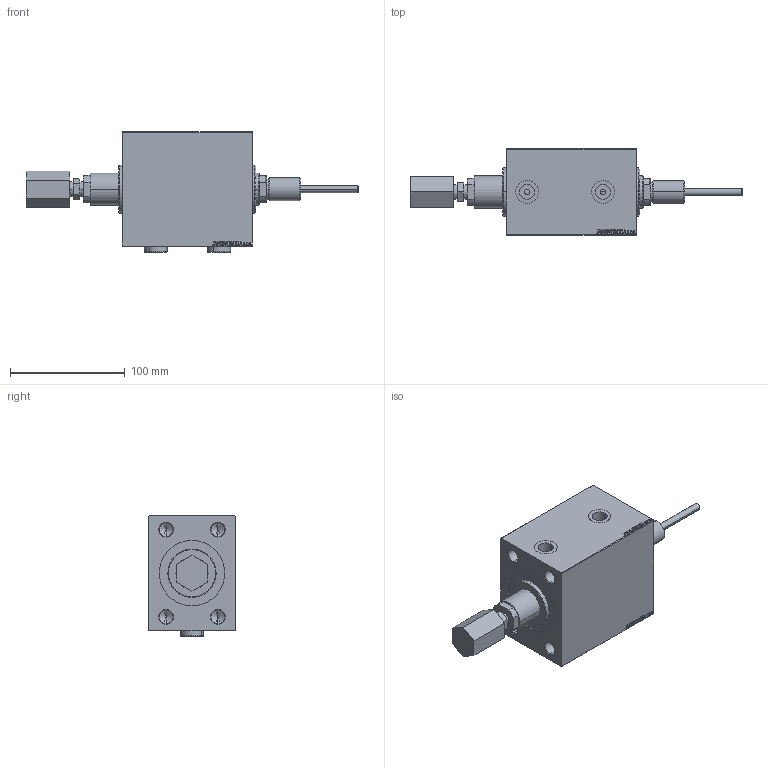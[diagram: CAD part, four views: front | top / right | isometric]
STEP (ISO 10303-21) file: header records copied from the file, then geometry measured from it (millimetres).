
FILE_DESCRIPTION (( 'STEP AP203' ), '1' );
FILE_NAME ('2108.STEP', '2023-11-15T10:01:26', ( '' ), ( '' ), 'SwSTEP 2.0', 'SolidWorks 2019', '' );
FILE_SCHEMA (( 'CONFIG_CONTROL_DESIGN' ));
Length unit declared in the file: millimetre
Products named in the file (7): PLUG e5c4914efb8be8c8d41eed5847e9349e; V450DCP_B_RodCooling_ACCESSORIES e5c4914efb8be8c8d41eed5847e9349e; V450DCP_B_Body e5c4914efb8be8c8d41eed5847e9349e; 2108; V450CP_MALE_METRIC e5c4914efb8be8c8d41eed5847e9349e; V450DCP_VC_B e5c4914efb8be8c8d41eed5847e9349e; V450DCP_B_VCP e5c4914efb8be8c8d41eed5847e9349e
Assembly tree (7 placements, depth 2):
  2108
    V450DCP_B_Body e5c4914efb8be8c8d41eed5847e9349e
    V450DCP_B_VCP e5c4914efb8be8c8d41eed5847e9349e
    V450DCP_VC_B e5c4914efb8be8c8d41eed5847e9349e
    V450DCP_B_RodCooling_ACCESSORIES e5c4914efb8be8c8d41eed5847e9349e
    V450CP_MALE_METRIC e5c4914efb8be8c8d41eed5847e9349e
    PLUG e5c4914efb8be8c8d41eed5847e9349e  x2
Bounding box: 289.2 x 75 x 104.9 mm (x, y, z)
Volume: 847920.5 mm3; surface area: 135989.6 mm2
Topology: 7 solids, 7 shells, 1040 faces, 2598 edges, 1690 vertices
Faces by surface type: plane 472, bspline 380, cylinder 114, cone 66, torus 8
Entity records: 48791 total; most frequent: CARTESIAN_POINT 26075, ORIENTED_EDGE 5084, DIRECTION 3334, EDGE_CURVE 2542, VERTEX_POINT 1666, LINE 1476, VECTOR 1476, EDGE_LOOP 1170
